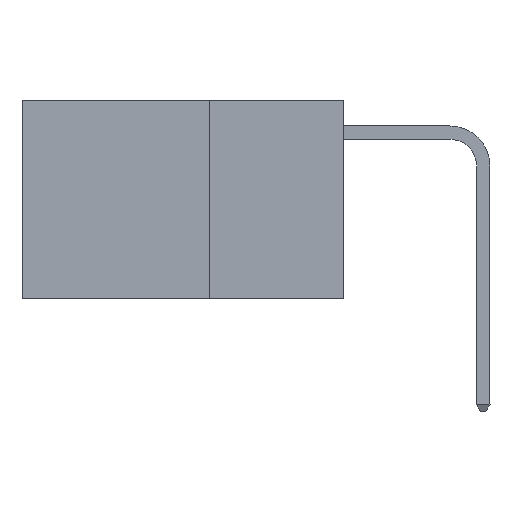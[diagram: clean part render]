
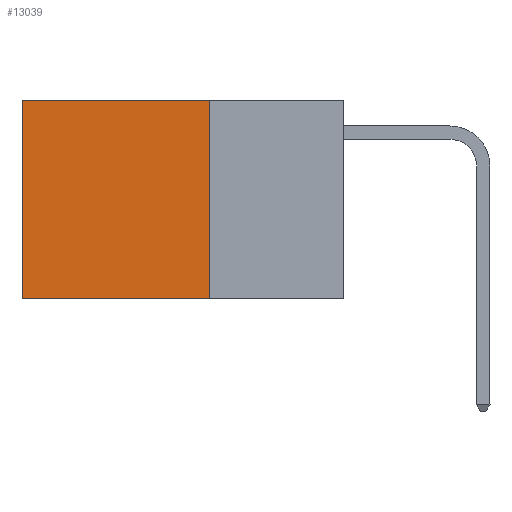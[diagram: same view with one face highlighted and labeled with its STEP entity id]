
A CAD part, left-side view. The second image highlights one B-rep face of the part: STEP entity #13039.
In plain terms, the highlighted planar face has unit normal (-1, 0, 0).
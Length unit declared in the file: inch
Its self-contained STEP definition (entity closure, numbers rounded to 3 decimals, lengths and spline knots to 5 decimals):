
#911 = ORIENTED_EDGE ( 'NONE', *, *, #5328, .F. ) ;
#1089 = CARTESIAN_POINT ( 'NONE',  ( 0.2625, 0.6, 0. ) ) ;
#1388 = EDGE_CURVE ( 'NONE', #4337, #10948, #10327, .T. ) ;
#1883 = CARTESIAN_POINT ( 'NONE',  ( 0.2625, 0.6, -0.37 ) ) ;
#2068 = VECTOR ( 'NONE', #14890, 39.37008 ) ;
#2287 = VECTOR ( 'NONE', #6970, 39.37008 ) ;
#2544 = AXIS2_PLACEMENT_3D ( 'NONE', #13378, #12215, #9864 ) ;
#3634 = LINE ( 'NONE', #13111, #2287 ) ;
#4337 = VERTEX_POINT ( 'NONE', #5485 ) ;
#4621 = VECTOR ( 'NONE', #4714, 39.37008 ) ;
#4714 = DIRECTION ( 'NONE',  ( 0., 0., -1. ) ) ;
#4771 = EDGE_CURVE ( 'NONE', #14760, #10948, #11723, .T. ) ;
#4899 = PLANE ( 'NONE',  #2544 ) ;
#5257 = ORIENTED_EDGE ( 'NONE', *, *, #10664, .T. ) ;
#5328 = EDGE_CURVE ( 'NONE', #6799, #4337, #9985, .T. ) ;
#5485 = CARTESIAN_POINT ( 'NONE',  ( 0.2625, 0.25, -0.37 ) ) ;
#5590 = VECTOR ( 'NONE', #11408, 39.37008 ) ;
#6016 = ORIENTED_EDGE ( 'NONE', *, *, #4771, .T. ) ;
#6619 = CARTESIAN_POINT ( 'NONE',  ( 0.2625, 0.6, 0. ) ) ;
#6799 = VERTEX_POINT ( 'NONE', #7269 ) ;
#6970 = DIRECTION ( 'NONE',  ( 0., 1., 0. ) ) ;
#7241 = FACE_OUTER_BOUND ( 'NONE', #13104, .T. ) ;
#7269 = CARTESIAN_POINT ( 'NONE',  ( 0.2625, 0.25, 0. ) ) ;
#9806 = ORIENTED_EDGE ( 'NONE', *, *, #1388, .F. ) ;
#9864 = DIRECTION ( 'NONE',  ( 0., 0., -1. ) ) ;
#9985 = LINE ( 'NONE', #14776, #5590 ) ;
#10092 = CARTESIAN_POINT ( 'NONE',  ( 0.2625, 0.25, -0.37 ) ) ;
#10327 = LINE ( 'NONE', #10092, #2068 ) ;
#10664 = EDGE_CURVE ( 'NONE', #6799, #14760, #3634, .T. ) ;
#10948 = VERTEX_POINT ( 'NONE', #1883 ) ;
#11408 = DIRECTION ( 'NONE',  ( 0., 0., -1. ) ) ;
#11723 = LINE ( 'NONE', #1089, #4621 ) ;
#12215 = DIRECTION ( 'NONE',  ( 1., 0., 0. ) ) ;
#13039 = ADVANCED_FACE ( 'NONE', ( #7241 ), #4899, .F. ) ;
#13104 = EDGE_LOOP ( 'NONE', ( #6016, #9806, #911, #5257 ) ) ;
#13111 = CARTESIAN_POINT ( 'NONE',  ( 0.2625, 0.25, 0. ) ) ;
#13378 = CARTESIAN_POINT ( 'NONE',  ( 0.2625, 0.25, 0. ) ) ;
#14760 = VERTEX_POINT ( 'NONE', #6619 ) ;
#14776 = CARTESIAN_POINT ( 'NONE',  ( 0.2625, 0.25, 0. ) ) ;
#14890 = DIRECTION ( 'NONE',  ( 0., 1., 0. ) ) ;
